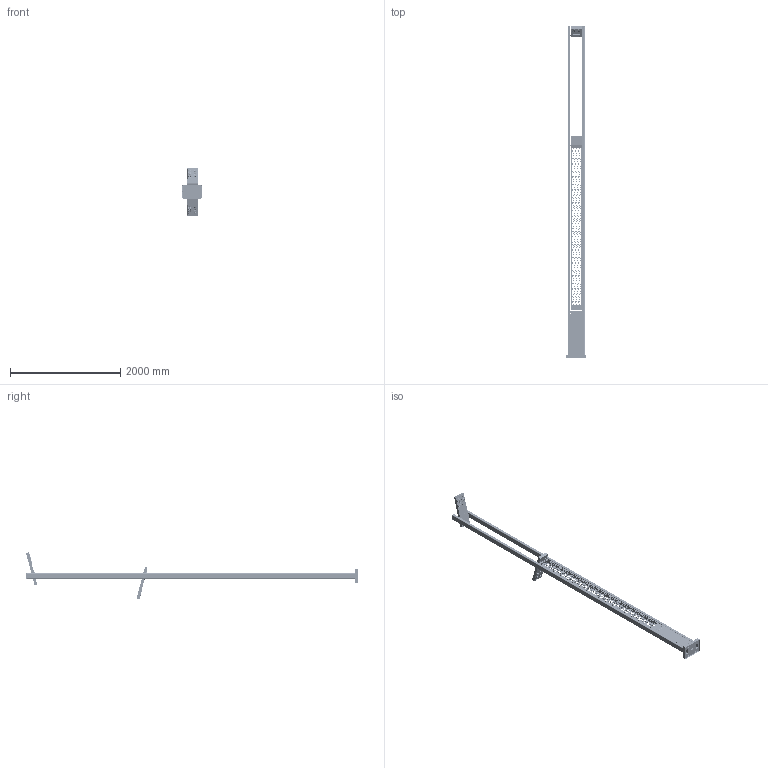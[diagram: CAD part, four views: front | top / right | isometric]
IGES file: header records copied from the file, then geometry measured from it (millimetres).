
Start section: SolidWorks IGES file using analytic representation for surfaces
Global section: file name: stella-2-6(56)-4(56)-(Ê350õ240õ180-4õ25)-ö+ïî.IGS; native system: SolidWorks 2020; preprocessor: SolidWorks 2020; author: Åêàòåðèíà; date: 210713.152013; units: millimetre
Bounding box: 374.6 x 6014.11 x 855.41 mm (x, y, z)
Surface area: 11257885.4 mm2 (no closed solid volume)
Topology: 0 solids, 0 shells, 14365 faces, 138340 edges, 137898 vertices
Faces by surface type: bspline 10655, revolution 3710
